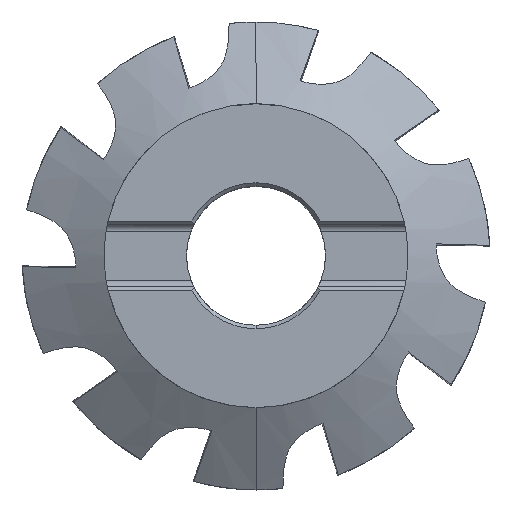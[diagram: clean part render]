
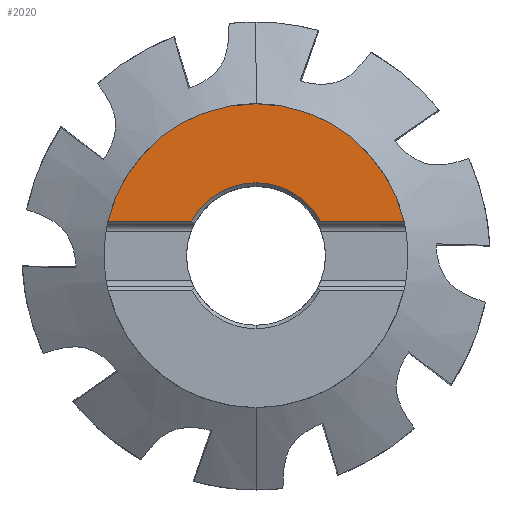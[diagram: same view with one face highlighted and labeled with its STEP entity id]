
A CAD part, top view. The second image highlights one B-rep face of the part: STEP entity #2020.
In plain terms, the highlighted planar face has unit normal (0, 0, 1).
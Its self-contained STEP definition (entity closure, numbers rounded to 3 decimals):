
#1104=EDGE_CURVE('',#2404,#1422,#3272,.T.);
#1286=EDGE_CURVE('',#2002,#2484,#3469,.T.);
#1422=VERTEX_POINT('',#3614);
#1738=EDGE_CURVE('',#2002,#3198,#3959,.T.);
#2002=VERTEX_POINT('',#4254);
#2020=ADVANCED_FACE('',(#4274),#4275,.T.);
#2158=EDGE_CURVE('',#3198,#3154,#4426,.T.);
#2404=VERTEX_POINT('',#4694);
#2484=VERTEX_POINT('',#4780);
#2594=EDGE_CURVE('',#2484,#2404,#4897,.T.);
#3114=EDGE_CURVE('',#1422,#3154,#5460,.T.);
#3154=VERTEX_POINT('',#5501);
#3198=VERTEX_POINT('',#5549);
#3272=CIRCLE('',#5624,16.8);
#3469=LINE('',#6030,#6031);
#3614=CARTESIAN_POINT('',(14.773,8.0,0.));
#3959=CIRCLE('',#7063,35.0);
#4254=CARTESIAN_POINT('',(-34.073,8.0,0.0));
#4274=FACE_OUTER_BOUND('',#7640,.T.);
#4275=PLANE('',#7641);
#4426=CIRCLE('',#7926,35.0);
#4694=CARTESIAN_POINT('',(0.,16.8,0.0));
#4780=CARTESIAN_POINT('',(-14.773,8.0,0.));
#4897=CIRCLE('',#8943,16.8);
#5460=LINE('',#10087,#10088);
#5501=CARTESIAN_POINT('',(34.073,8.0,0.0));
#5549=CARTESIAN_POINT('',(0.,35.0,0.0));
#5624=AXIS2_PLACEMENT_3D('',#10431,#10432,#10433);
#6030=CARTESIAN_POINT('',(17.5,8.0,0.0));
#6031=VECTOR('',#10674,1.0);
#7063=AXIS2_PLACEMENT_3D('',#11201,#11202,#11203);
#7640=EDGE_LOOP('',(#11608,#11609,#11610,#11611,#11612,#11613));
#7641=AXIS2_PLACEMENT_3D('',#11614,#11615,#11616);
#7926=AXIS2_PLACEMENT_3D('',#11773,#11774,#11775);
#8943=AXIS2_PLACEMENT_3D('',#12240,#12241,#12242);
#10087=CARTESIAN_POINT('',(17.5,8.0,0.0));
#10088=VECTOR('',#12858,1.0);
#10431=CARTESIAN_POINT('',(0.0,0.0,0.0));
#10432=DIRECTION('',(-0.0,0.0,-1.0));
#10433=DIRECTION('',(0.0,1.0,0.0));
#10674=DIRECTION('',(1.0,0.0,0.0));
#11201=CARTESIAN_POINT('',(0.0,0.0,0.0));
#11202=DIRECTION('',(0.0,0.0,-1.0));
#11203=DIRECTION('',(0.0,1.0,0.0));
#11608=ORIENTED_EDGE('',*,*,#1286,.T.);
#11609=ORIENTED_EDGE('',*,*,#2594,.T.);
#11610=ORIENTED_EDGE('',*,*,#1104,.T.);
#11611=ORIENTED_EDGE('',*,*,#3114,.T.);
#11612=ORIENTED_EDGE('',*,*,#2158,.F.);
#11613=ORIENTED_EDGE('',*,*,#1738,.F.);
#11614=CARTESIAN_POINT('',(0.0,17.5,0.0));
#11615=DIRECTION('',(-0.0,0.0,1.0));
#11616=DIRECTION('',(0.0,-1.0,0.0));
#11773=CARTESIAN_POINT('',(0.0,0.0,0.0));
#11774=DIRECTION('',(0.0,0.0,-1.0));
#11775=DIRECTION('',(0.0,1.0,0.0));
#12240=CARTESIAN_POINT('',(0.0,0.0,0.0));
#12241=DIRECTION('',(-0.0,0.0,-1.0));
#12242=DIRECTION('',(0.0,1.0,0.0));
#12858=DIRECTION('',(1.0,0.0,0.0));
